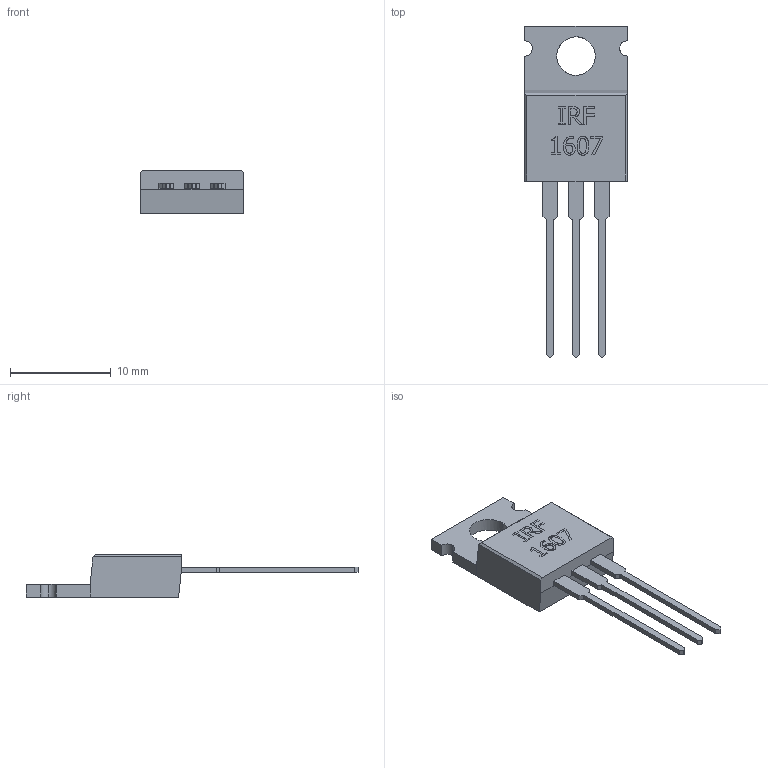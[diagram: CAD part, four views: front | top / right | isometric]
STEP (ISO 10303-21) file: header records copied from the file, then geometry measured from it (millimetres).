
FILE_DESCRIPTION (( 'STEP AP214' ), '1' );
FILE_NAME ('User Library-IRF1607 Transistors MOSFET N-Channel TO-220AB.STEP', '2019-08-13T14:44:22', ( '' ), ( '' ), 'SwSTEP 2.0', 'SolidWorks 2019', '' );
FILE_SCHEMA (( 'AUTOMOTIVE_DESIGN' ));
Length unit declared in the file: millimetre
Products named in the file (1): User Library-IRF1607 Transistors MOSFET N-Channel TO-220AB
Bounding box: 10.16 x 32.89 x 4.21 mm (x, y, z)
Volume: 463.4 mm3; surface area: 611.5 mm2
Topology: 1 solids, 1 shells, 165 faces, 450 edges, 300 vertices
Faces by surface type: plane 120, bspline 39, cylinder 6
Entity records: 7428 total; most frequent: CARTESIAN_POINT 1702, ORIENTED_EDGE 900, DIRECTION 606, EDGE_CURVE 450, LINE 348, VECTOR 348, VERTEX_POINT 300, EDGE_LOOP 180
